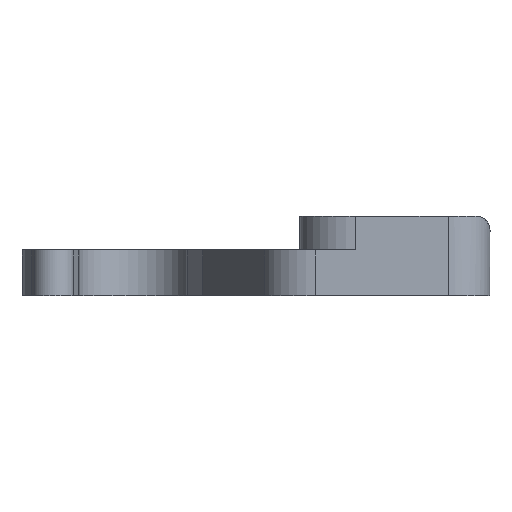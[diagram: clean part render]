
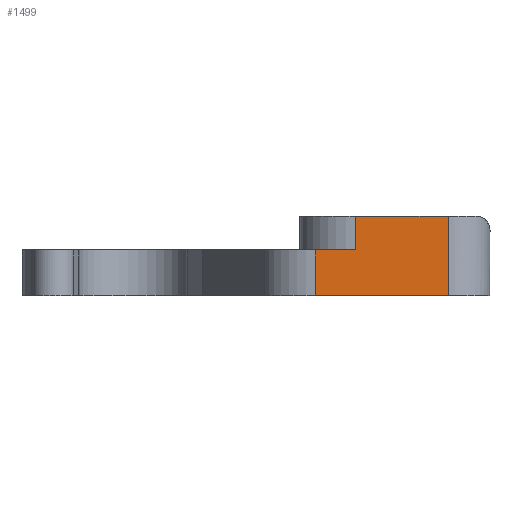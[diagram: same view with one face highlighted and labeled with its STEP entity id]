
A CAD part, front view. The second image highlights one B-rep face of the part: STEP entity #1499.
In plain terms, the highlighted planar face has unit normal (0, -1, 0).
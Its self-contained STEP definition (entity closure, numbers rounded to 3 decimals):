
#83=PLANE('',#1659);
#152=FACE_OUTER_BOUND('',#239,.T.);
#239=EDGE_LOOP('',(#1240,#1241,#1242,#1243,#1244,#1245));
#378=LINE('',#2528,#506);
#379=LINE('',#2531,#507);
#380=LINE('',#2533,#508);
#381=LINE('',#2535,#509);
#382=LINE('',#2537,#510);
#383=LINE('',#2538,#511);
#506=VECTOR('',#2044,10.);
#507=VECTOR('',#2047,10.);
#508=VECTOR('',#2048,10.);
#509=VECTOR('',#2049,10.);
#510=VECTOR('',#2050,10.);
#511=VECTOR('',#2051,10.);
#714=VERTEX_POINT('',#2515);
#716=VERTEX_POINT('',#2526);
#717=VERTEX_POINT('',#2530);
#718=VERTEX_POINT('',#2532);
#719=VERTEX_POINT('',#2534);
#720=VERTEX_POINT('',#2536);
#916=EDGE_CURVE('',#716,#714,#378,.T.);
#917=EDGE_CURVE('',#716,#717,#379,.T.);
#918=EDGE_CURVE('',#718,#717,#380,.T.);
#919=EDGE_CURVE('',#718,#719,#381,.T.);
#920=EDGE_CURVE('',#720,#719,#382,.T.);
#921=EDGE_CURVE('',#714,#720,#383,.F.);
#1240=ORIENTED_EDGE('',*,*,#916,.F.);
#1241=ORIENTED_EDGE('',*,*,#917,.T.);
#1242=ORIENTED_EDGE('',*,*,#918,.F.);
#1243=ORIENTED_EDGE('',*,*,#919,.T.);
#1244=ORIENTED_EDGE('',*,*,#920,.F.);
#1245=ORIENTED_EDGE('',*,*,#921,.F.);
#1499=ADVANCED_FACE('',(#152),#83,.T.);
#1659=AXIS2_PLACEMENT_3D('',#2529,#2045,#2046);
#2044=DIRECTION('',(0.,0.,-1.));
#2045=DIRECTION('center_axis',(0.,-1.,0.));
#2046=DIRECTION('ref_axis',(0.,0.,
-1.));
#2047=DIRECTION('',(-1.,0.,0.));
#2048=DIRECTION('',(0.,0.,1.));
#2049=DIRECTION('',(-1.,0.,0.));
#2050=DIRECTION('',(0.,0.,1.));
#2051=DIRECTION('',(1.,0.,0.));
#2515=CARTESIAN_POINT('',(40.398,-19.162,-8.739));
#2526=CARTESIAN_POINT('',(40.398,-19.162,-3.019));
#2528=CARTESIAN_POINT('',(40.398,-19.162,-4.869));
#2529=CARTESIAN_POINT('Origin',(47.238,-19.162,-3.019));
#2530=CARTESIAN_POINT('',(33.718,-19.162,-3.019));
#2531=CARTESIAN_POINT('',(47.661,-19.162,-3.019));
#2532=CARTESIAN_POINT('',(33.718,-19.162,-5.439));
#2533=CARTESIAN_POINT('',(33.718,-19.162,-3.019));
#2534=CARTESIAN_POINT('',(30.821,-19.162,-5.439));
#2535=CARTESIAN_POINT('',(30.728,-19.162,-5.439));
#2536=CARTESIAN_POINT('',(30.821,-19.162,-8.739));
#2537=CARTESIAN_POINT('',(30.821,-19.162,-5.879));
#2538=CARTESIAN_POINT('',(30.728,-19.162,-8.739));
